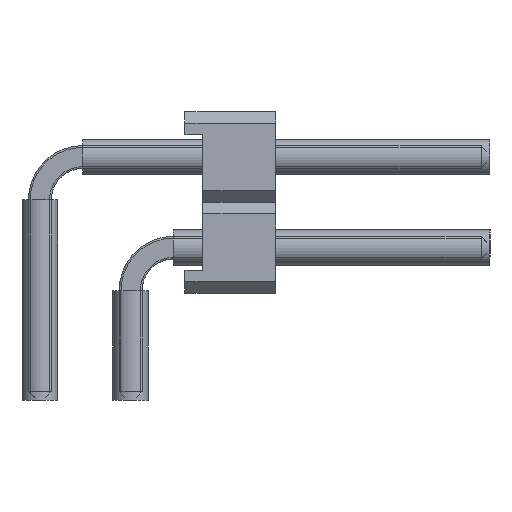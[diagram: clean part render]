
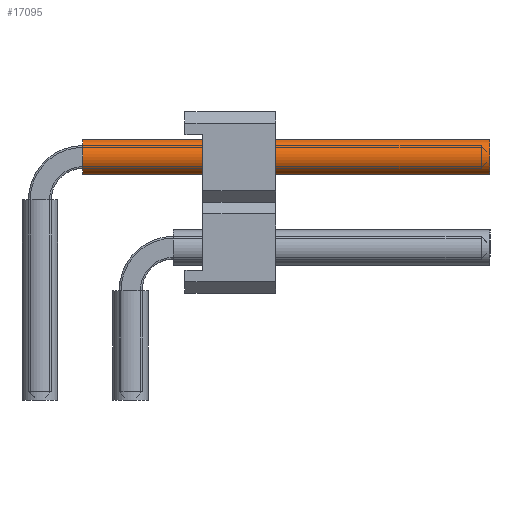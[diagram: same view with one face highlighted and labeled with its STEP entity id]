
A CAD part, left-side view. The second image highlights one B-rep face of the part: STEP entity #17095.
In plain terms, the highlighted cylindrical face has radius 0.5 mm (diameter 1 mm), a full revolution.
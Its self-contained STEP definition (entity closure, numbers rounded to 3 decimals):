
#9392=ORIENTED_EDGE('',*,*,#11832,.F.);
#9393=ORIENTED_EDGE('',*,*,#11833,.T.);
#11832=EDGE_CURVE('',#13456,#13456,#14040,.T.);
#11833=EDGE_CURVE('',#13457,#13457,#14041,.T.);
#13456=VERTEX_POINT('',#28413);
#13457=VERTEX_POINT('',#28415);
#14040=CIRCLE('',#18606,0.5);
#14041=CIRCLE('',#18607,0.5);
#15006=EDGE_LOOP('',(#9392));
#15007=EDGE_LOOP('',(#9393));
#15972=FACE_BOUND('',#15006,.T.);
#15973=FACE_BOUND('',#15007,.T.);
#16269=CYLINDRICAL_SURFACE('',#18605,0.5);
#17095=ADVANCED_FACE('',(#15972,#15973),#16269,.F.);
#18605=AXIS2_PLACEMENT_3D('',#28411,#23384,#23385);
#18606=AXIS2_PLACEMENT_3D('',#28412,#23386,#23387);
#18607=AXIS2_PLACEMENT_3D('',#28414,#23388,#23389);
#23384=DIRECTION('',(1.,0.,0.));
#23385=DIRECTION('',(0.,0.,-1.));
#23386=DIRECTION('',(-1.,0.,0.));
#23387=DIRECTION('',(0.,0.,1.));
#23388=DIRECTION('',(-1.,0.,0.));
#23389=DIRECTION('',(0.,0.,1.));
#28411=CARTESIAN_POINT('',(1.2,0.,6.81));
#28412=CARTESIAN_POINT('',(12.6,0.,6.81));
#28413=CARTESIAN_POINT('',(12.6,0.,7.31));
#28414=CARTESIAN_POINT('',(1.2,0.,6.81));
#28415=CARTESIAN_POINT('',(1.2,0.,7.31));
